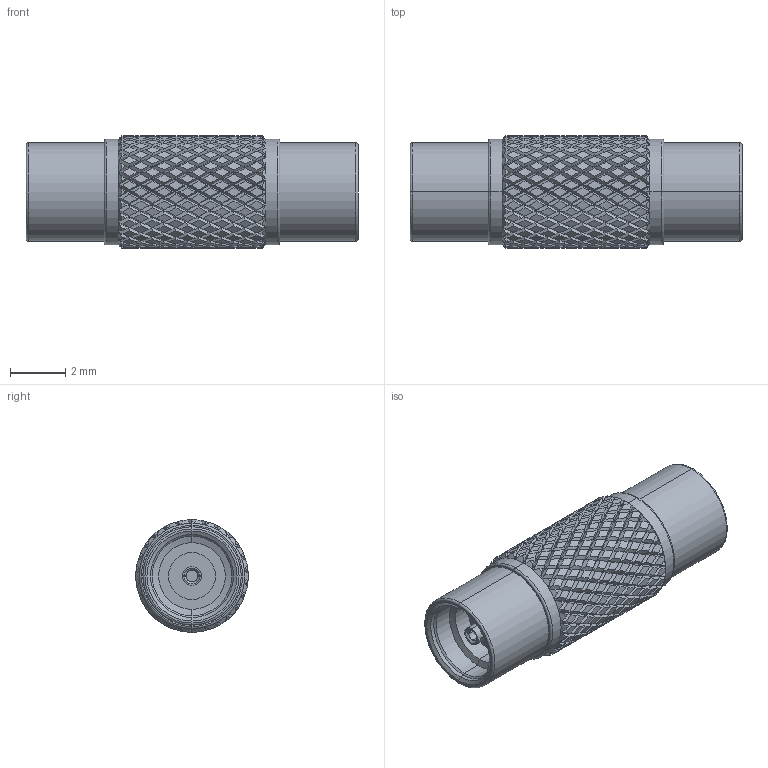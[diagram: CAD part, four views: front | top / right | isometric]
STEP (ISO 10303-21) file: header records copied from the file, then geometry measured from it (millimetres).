
FILE_DESCRIPTION (( 'STEP AP203' ), '1' );
FILE_NAME ('FMAD1311_3D.STEP', '2022-03-18T19:19:00', ( '' ), ( '' ), 'SwSTEP 2.0', 'SolidWorks 2021', '' );
FILE_SCHEMA (( 'CONFIG_CONTROL_DESIGN' ));
Products named in the file (1): FMAD1311_3D
Bounding box: 12 x 4.06 x 4.06 mm (x, y, z)
Volume: 113.9 mm3; surface area: 238.8 mm2
Topology: 1 solids, 1 shells, 1811 faces, 3793 edges, 1992 vertices
Faces by surface type: bspline 1352, cylinder 403, plane 26, cone 22, torus 8
Entity records: 78678 total; most frequent: CARTESIAN_POINT 55435, ORIENTED_EDGE 7586, EDGE_CURVE 3793, VERTEX_POINT 1992, EDGE_LOOP 1819, FACE_OUTER_BOUND 1811, ADVANCED_FACE 1811, B_SPLINE_CURVE_WITH_KNOTS 1490
